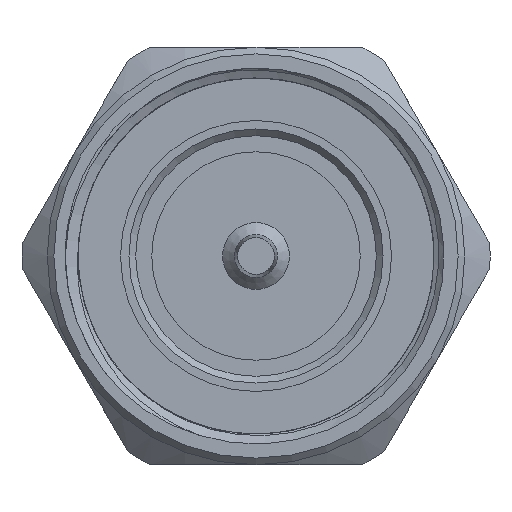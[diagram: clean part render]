
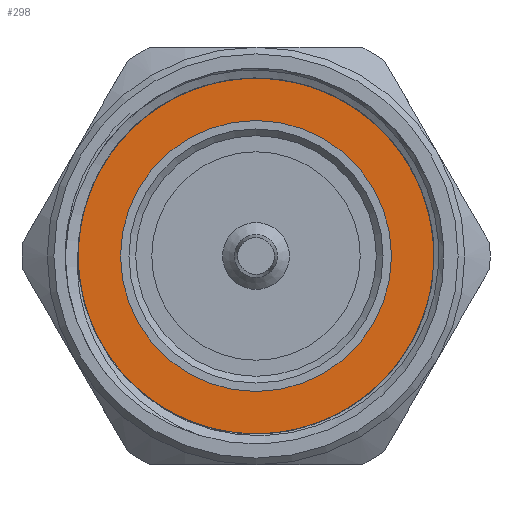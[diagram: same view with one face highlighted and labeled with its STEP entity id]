
A CAD part, left-side view. The second image highlights one B-rep face of the part: STEP entity #298.
In plain terms, the highlighted planar face has unit normal (-1, 0, 0).
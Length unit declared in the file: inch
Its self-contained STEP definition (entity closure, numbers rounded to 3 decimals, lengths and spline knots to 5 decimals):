
#89 = AXIS2_PLACEMENT_3D ( 'NONE', #157, #1950, #797 ) ;
#157 = CARTESIAN_POINT ( 'NONE',  ( 0.39764, 0., 0. ) ) ;
#298 = ADVANCED_FACE ( 'NONE', ( #380, #1529 ), #815, .T. ) ;
#302 = VERTEX_POINT ( 'NONE', #2799 ) ;
#360 = EDGE_LOOP ( 'NONE', ( #1357 ) ) ;
#376 = CIRCLE ( 'NONE', #2927, 0.40551 ) ;
#380 = FACE_OUTER_BOUND ( 'NONE', #360, .T. ) ;
#769 = DIRECTION ( 'NONE',  ( 0., 0., 1. ) ) ;
#797 = DIRECTION ( 'NONE',  ( 0., 0., 1. ) ) ;
#815 = PLANE ( 'NONE',  #89 ) ;
#954 = DIRECTION ( 'NONE',  ( 0., 0., 1. ) ) ;
#1357 = ORIENTED_EDGE ( 'NONE', *, *, #1614, .T. ) ;
#1529 = FACE_BOUND ( 'NONE', #2020, .T. ) ;
#1614 = EDGE_CURVE ( 'NONE', #2849, #2849, #2368, .T. ) ;
#1685 = CARTESIAN_POINT ( 'NONE',  ( 0.39764, 0., 0.57237 ) ) ;
#1713 = AXIS2_PLACEMENT_3D ( 'NONE', #2148, #2167, #769 ) ;
#1950 = DIRECTION ( 'NONE',  ( -1., 0., 0. ) ) ;
#2020 = EDGE_LOOP ( 'NONE', ( #2225 ) ) ;
#2148 = CARTESIAN_POINT ( 'NONE',  ( 0.39764, 0., 0. ) ) ;
#2167 = DIRECTION ( 'NONE',  ( -1., 0., 0. ) ) ;
#2185 = EDGE_CURVE ( 'NONE', #302, #302, #376, .T. ) ;
#2225 = ORIENTED_EDGE ( 'NONE', *, *, #2185, .F. ) ;
#2319 = CARTESIAN_POINT ( 'NONE',  ( 0.39764, 0., 0. ) ) ;
#2368 = CIRCLE ( 'NONE', #1713, 0.57237 ) ;
#2773 = DIRECTION ( 'NONE',  ( -1., 0., 0. ) ) ;
#2799 = CARTESIAN_POINT ( 'NONE',  ( 0.39764, 0., 0.40551 ) ) ;
#2849 = VERTEX_POINT ( 'NONE', #1685 ) ;
#2927 = AXIS2_PLACEMENT_3D ( 'NONE', #2319, #2773, #954 ) ;
